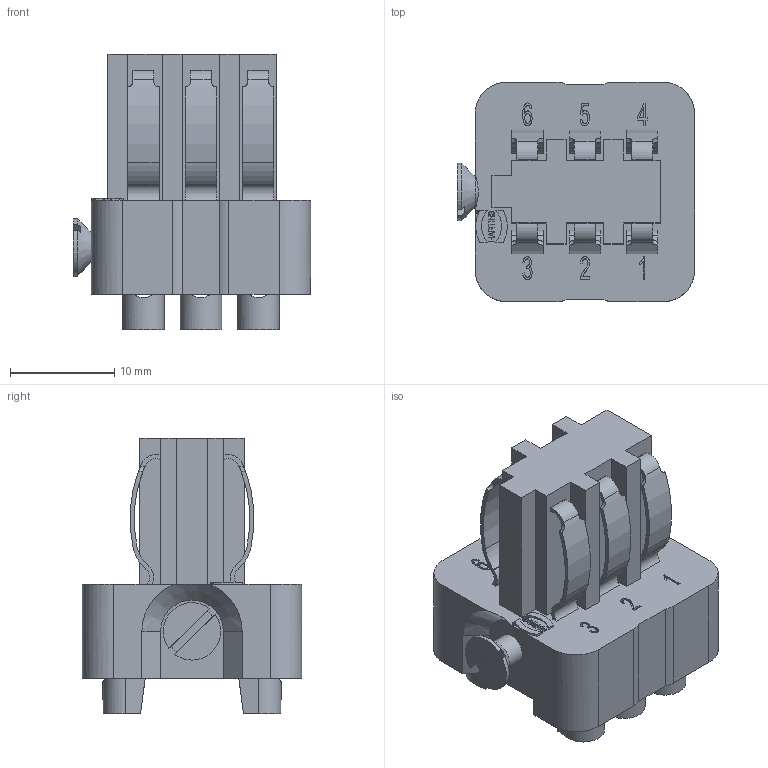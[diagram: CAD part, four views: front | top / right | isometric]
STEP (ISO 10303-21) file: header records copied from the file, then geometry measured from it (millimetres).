
FILE_DESCRIPTION(/* description */ (''),/* implementation_level */ '2;1');
FILE_NAME(/* name */ '100818503ugm000_b.stp',/* time_stamp */ '2019-09-16T10:31:36+02:00',/* author */ (''),/* organization */ (''),/* preprocessor_version */ 'ST-DEVELOPER v16.7',/* originating_system */ 'SIEMENS PLM Software NX 12.0',/* authorisation */ '');
FILE_SCHEMA (('AUTOMOTIVE_DESIGN { 1 0 10303 214 3 1 1 1 }'));
Length unit declared in the file: millimetre
Products named in the file (1): 100818503ugm000_b
Bounding box: 22.7 x 21 x 26.4 mm (x, y, z)
Volume: 5350.8 mm3; surface area: 3684.3 mm2
Topology: 1 solids, 1 shells, 441 faces, 1372 edges, 1035 vertices
Faces by surface type: plane 287, cylinder 133, extrusion 15, bspline 4, cone 2
Full cylindrical faces by diameter (mm): 0.289 x1, 0.319 x1, 2.4 x6, 2.5 x6, 2.9 x1
Entity records: 19263 total; most frequent: CARTESIAN_POINT 4434, ORIENTED_EDGE 2450, DIRECTION 2301, EDGE_CURVE 1225, VECTOR 835, VERTEX_POINT 828, LINE 820, AXIS2_PLACEMENT_3D 733
